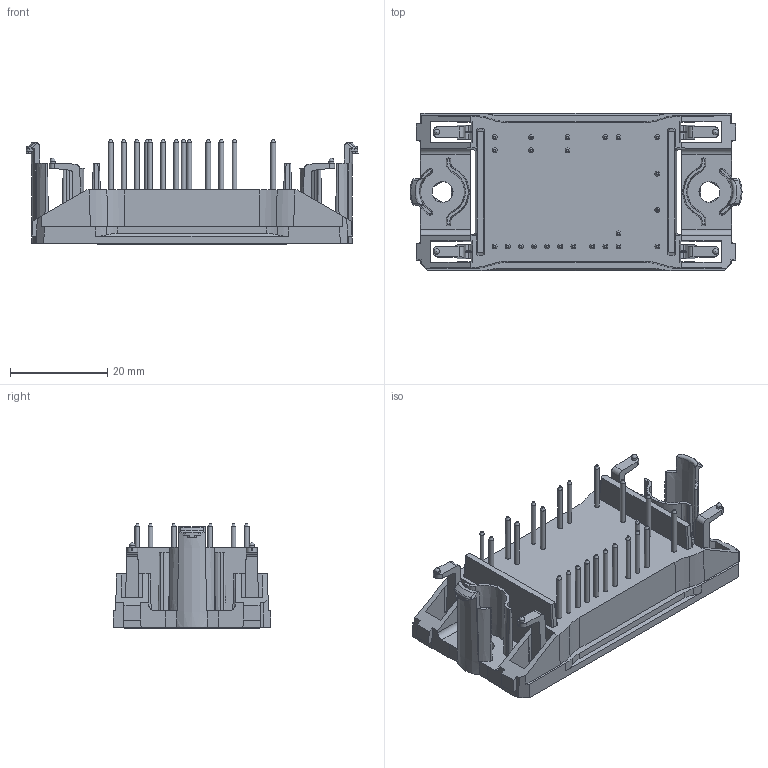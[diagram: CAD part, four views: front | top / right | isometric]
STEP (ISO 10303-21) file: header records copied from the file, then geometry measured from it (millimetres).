
FILE_DESCRIPTION( ( 'Unknown' ), '1' );
FILE_NAME( 'P840module_17mm.stp', 'Unknown', ( 'Unknown' ), ( 'Unknown' ), 'PSStep 13.0', 'Unknown', ' ' );
FILE_SCHEMA( ( 'AUTOMOTIVE_DESIGN { 1 0 10303 214 1 1 1 1 }' ) );
Length unit declared in the file: millimetre
Products named in the file (1): 1
Bounding box: 68.4 x 32.5 x 21.43 mm (x, y, z)
Volume: 17877.5 mm3; surface area: 10548.3 mm2
Topology: 1 solids, 1 shells, 458 faces, 1205 edges, 769 vertices
Faces by surface type: plane 276, cylinder 105, cone 57, extrusion 8, torus 4, bspline 4, sphere 4
Full cylindrical faces by diameter (mm): 1 x23, 1.1 x4
Entity records: 17584 total; most frequent: CARTESIAN_POINT 2641, DIRECTION 2360, ORIENTED_EDGE 2278, EDGE_CURVE 1139, AXIS2_PLACEMENT_3D 806, VERTEX_POINT 761, VECTOR 748, LINE 740
